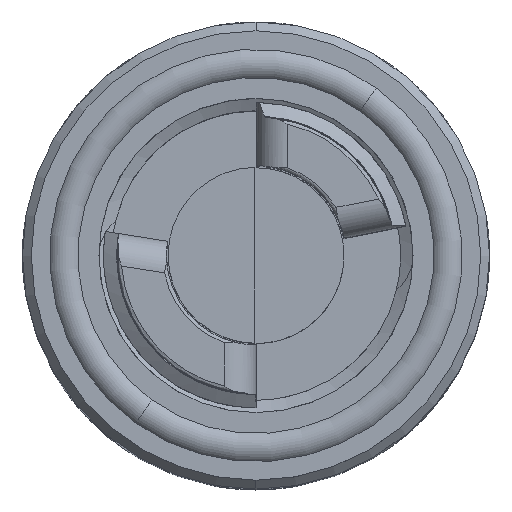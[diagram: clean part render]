
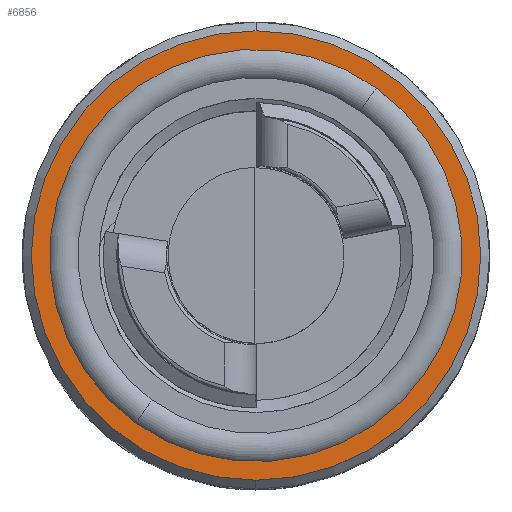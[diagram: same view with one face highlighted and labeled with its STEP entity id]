
A CAD part, top view. The second image highlights one B-rep face of the part: STEP entity #6856.
In plain terms, the highlighted planar face has unit normal (0, 0, 1).
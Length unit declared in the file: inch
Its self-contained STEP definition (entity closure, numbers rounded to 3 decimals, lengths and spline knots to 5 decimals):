
#159 = CARTESIAN_POINT ( 'NONE',  ( 0., -0.6375, -0.452 ) ) ;
#214 = EDGE_CURVE ( 'NONE', #7063, #4683, #5300, .T. ) ;
#414 = CARTESIAN_POINT ( 'NONE',  ( 0., 0.60568, -0.452 ) ) ;
#488 = DIRECTION ( 'NONE',  ( 0., 0., -1. ) ) ;
#823 = AXIS2_PLACEMENT_3D ( 'NONE', #5279, #5930, #5357 ) ;
#828 = DIRECTION ( 'NONE',  ( -1., 0., 0. ) ) ;
#1056 = PLANE ( 'NONE',  #5663 ) ;
#1092 = FACE_BOUND ( 'NONE', #4875, .T. ) ;
#1962 = EDGE_LOOP ( 'NONE', ( #4733, #2087 ) ) ;
#2087 = ORIENTED_EDGE ( 'NONE', *, *, #3371, .T. ) ;
#2801 = VERTEX_POINT ( 'NONE', #159 ) ;
#2875 = EDGE_CURVE ( 'NONE', #6594, #2801, #3129, .T. ) ;
#3066 = DIRECTION ( 'NONE',  ( 0., 1., 0. ) ) ;
#3097 = CARTESIAN_POINT ( 'NONE',  ( -0.34143, -0.47497, -0.452 ) ) ;
#3129 = CIRCLE ( 'NONE', #823, 0.6375 ) ;
#3371 = EDGE_CURVE ( 'NONE', #2801, #6594, #3616, .T. ) ;
#3531 = CARTESIAN_POINT ( 'NONE',  ( 0., 0., -0.452 ) ) ;
#3616 = CIRCLE ( 'NONE', #4493, 0.6375 ) ;
#3679 = DIRECTION ( 'NONE',  ( 0., 0., 1. ) ) ;
#4413 = CARTESIAN_POINT ( 'NONE',  ( 0., 0., -0.452 ) ) ;
#4493 = AXIS2_PLACEMENT_3D ( 'NONE', #3531, #5975, #3066 ) ;
#4683 = VERTEX_POINT ( 'NONE', #5016 ) ;
#4733 = ORIENTED_EDGE ( 'NONE', *, *, #2875, .T. ) ;
#4872 = DIRECTION ( 'NONE',  ( -1., 0., 0. ) ) ;
#4875 = EDGE_LOOP ( 'NONE', ( #6365, #7381 ) ) ;
#5016 = CARTESIAN_POINT ( 'NONE',  ( 0.34143, 0.47497, -0.452 ) ) ;
#5068 = DIRECTION ( 'NONE',  ( -1., 0., 0. ) ) ;
#5279 = CARTESIAN_POINT ( 'NONE',  ( 0., 0., -0.452 ) ) ;
#5300 = CIRCLE ( 'NONE', #6275, 0.58495 ) ;
#5357 = DIRECTION ( 'NONE',  ( 0., 1., 0. ) ) ;
#5518 = DIRECTION ( 'NONE',  ( 0., 0., 1. ) ) ;
#5533 = CIRCLE ( 'NONE', #6261, 0.58495 ) ;
#5663 = AXIS2_PLACEMENT_3D ( 'NONE', #414, #488, #5068 ) ;
#5930 = DIRECTION ( 'NONE',  ( 0., 0., 1. ) ) ;
#5975 = DIRECTION ( 'NONE',  ( 0., 0., 1. ) ) ;
#6261 = AXIS2_PLACEMENT_3D ( 'NONE', #4413, #5518, #828 ) ;
#6275 = AXIS2_PLACEMENT_3D ( 'NONE', #6586, #3679, #4872 ) ;
#6365 = ORIENTED_EDGE ( 'NONE', *, *, #214, .F. ) ;
#6586 = CARTESIAN_POINT ( 'NONE',  ( 0., 0., -0.452 ) ) ;
#6591 = EDGE_CURVE ( 'NONE', #4683, #7063, #5533, .T. ) ;
#6594 = VERTEX_POINT ( 'NONE', #7211 ) ;
#6856 = ADVANCED_FACE ( 'NONE', ( #7443, #1092 ), #1056, .F. ) ;
#7063 = VERTEX_POINT ( 'NONE', #3097 ) ;
#7211 = CARTESIAN_POINT ( 'NONE',  ( 0., 0.6375, -0.452 ) ) ;
#7381 = ORIENTED_EDGE ( 'NONE', *, *, #6591, .F. ) ;
#7443 = FACE_OUTER_BOUND ( 'NONE', #1962, .T. ) ;
